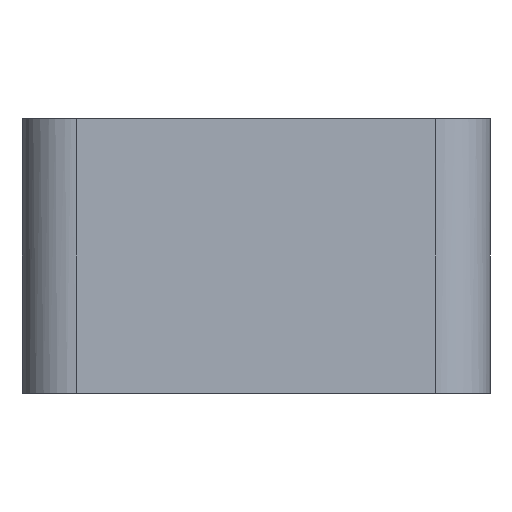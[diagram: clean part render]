
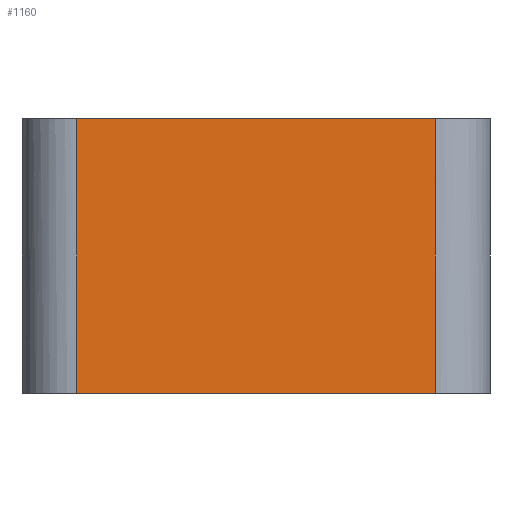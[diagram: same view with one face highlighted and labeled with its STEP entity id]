
A CAD part, front view. The second image highlights one B-rep face of the part: STEP entity #1160.
In plain terms, the highlighted planar face has unit normal (0, -0.999, 0.039).
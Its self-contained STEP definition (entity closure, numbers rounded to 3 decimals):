
#1147=AXIS2_PLACEMENT_3D('Plane Axis2P3D',#1144,#1145,#1146) ;
#657=CARTESIAN_POINT('Vertex',(11.3,0.,0.)) ;
#660=CARTESIAN_POINT('Line Origine',(6.4,0.,0.)) ;
#664=CARTESIAN_POINT('Vertex',(1.5,0.,0.)) ;
#847=CARTESIAN_POINT('Vertex',(1.5,0.29,7.5)) ;
#850=CARTESIAN_POINT('Line Origine',(6.4,0.29,7.5)) ;
#854=CARTESIAN_POINT('Vertex',(11.3,0.29,7.5)) ;
#1132=CARTESIAN_POINT('Line Origine',(11.3,0.146,3.779)) ;
#1144=CARTESIAN_POINT('Axis2P3D Location',(6.4,0.29,7.5)) ;
#1149=CARTESIAN_POINT('Line Origine',(1.5,0.145,3.75)) ;
#661=DIRECTION('Vector Direction',(-1.,0.,0.)) ;
#851=DIRECTION('Vector Direction',(1.,0.,0.)) ;
#1133=DIRECTION('Vector Direction',(0.,-0.039,-0.999)) ;
#1145=DIRECTION('Axis2P3D Direction',(0.,-0.999,0.039)) ;
#1146=DIRECTION('Axis2P3D XDirection',(0.,-0.039,-0.999)) ;
#1150=DIRECTION('Vector Direction',(0.,-0.039,-0.999)) ;
#662=VECTOR('Line Direction',#661,1.) ;
#852=VECTOR('Line Direction',#851,1.) ;
#1134=VECTOR('Line Direction',#1133,1.) ;
#1151=VECTOR('Line Direction',#1150,1.) ;
#1155=ORIENTED_EDGE('',*,*,#666,.F.) ;
#1156=ORIENTED_EDGE('',*,*,#1136,.F.) ;
#1157=ORIENTED_EDGE('',*,*,#856,.F.) ;
#1158=ORIENTED_EDGE('',*,*,#1153,.T.) ;
#1160=ADVANCED_FACE('CB 365/7.5 - Variante SG',(#1159),#1148,.T.) ;
#666=EDGE_CURVE('',#658,#665,#663,.T.) ;
#856=EDGE_CURVE('',#848,#855,#853,.T.) ;
#1136=EDGE_CURVE('',#855,#658,#1135,.T.) ;
#1153=EDGE_CURVE('',#848,#665,#1152,.T.) ;
#1154=EDGE_LOOP('',(#1155,#1156,#1157,#1158)) ;
#1159=FACE_OUTER_BOUND('',#1154,.T.) ;
#663=LINE('Line',#660,#662) ;
#853=LINE('Line',#850,#852) ;
#1135=LINE('Line',#1132,#1134) ;
#1152=LINE('Line',#1149,#1151) ;
#1148=PLANE('',#1147) ;
#658=VERTEX_POINT('',#657) ;
#665=VERTEX_POINT('',#664) ;
#848=VERTEX_POINT('',#847) ;
#855=VERTEX_POINT('',#854) ;
